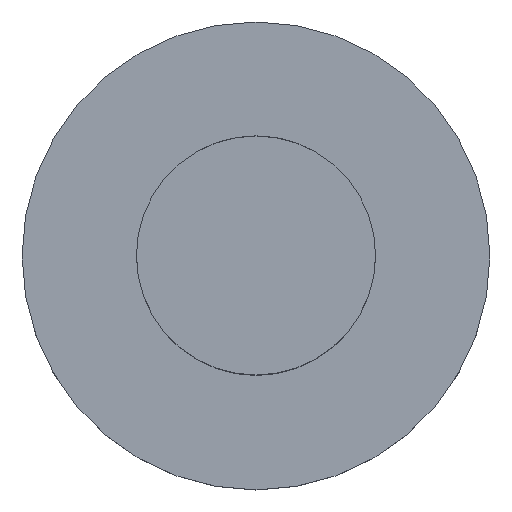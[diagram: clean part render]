
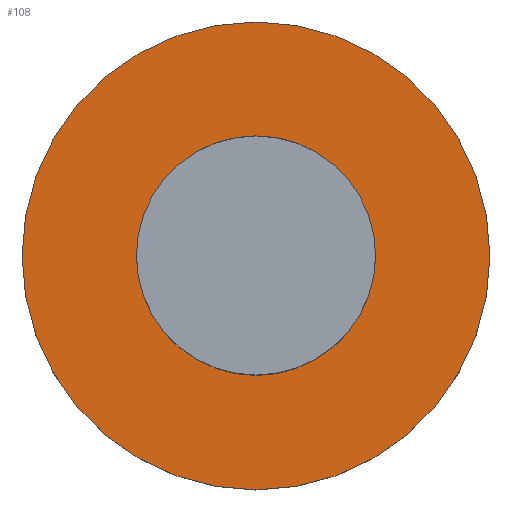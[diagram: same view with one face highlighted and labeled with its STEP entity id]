
A CAD part, top view. The second image highlights one B-rep face of the part: STEP entity #108.
In plain terms, the highlighted planar face has unit normal (0, 0, 1).
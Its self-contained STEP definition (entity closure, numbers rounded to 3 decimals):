
#61=EDGE_CURVE('240[2]',#156,#156,#157,.T.);
#68=EDGE_CURVE('240[2]',#167,#167,#168,.T.);
#108=ADVANCED_FACE('240[2]',(#226,#227),#228,.T.);
#156=VERTEX_POINT('',#282);
#157=CIRCLE('',#283,23.0);
#167=VERTEX_POINT('',#296);
#168=CIRCLE('',#297,45.0);
#226=FACE_BOUND('',#502,.T.);
#227=FACE_OUTER_BOUND('',#503,.T.);
#228=PLANE('',#504);
#282=CARTESIAN_POINT('',(23.0,0.0,0.0));
#283=AXIS2_PLACEMENT_3D('',#621,#622,#623);
#296=CARTESIAN_POINT('',(0.,45.0,0.));
#297=AXIS2_PLACEMENT_3D('',#633,#634,#635);
#502=EDGE_LOOP('',(#687));
#503=EDGE_LOOP('',(#688));
#504=AXIS2_PLACEMENT_3D('',#689,#690,#691);
#621=CARTESIAN_POINT('',(0.0,0.,0.));
#622=DIRECTION('',(0.,0.,-1.0));
#623=DIRECTION('',(1.0,0.,0.));
#633=CARTESIAN_POINT('',(0.0,0.0,0.0));
#634=DIRECTION('',(0.,0.,1.0));
#635=DIRECTION('',(0.,1.0,0.));
#687=ORIENTED_EDGE('',*,*,#61,.T.);
#688=ORIENTED_EDGE('',*,*,#68,.T.);
#689=CARTESIAN_POINT('',(0.,22.5,0.));
#690=DIRECTION('',(0.,0.,1.0));
#691=DIRECTION('',(0.,1.0,0.));
